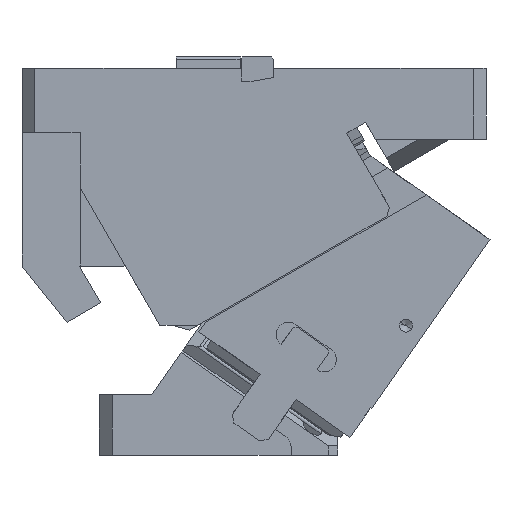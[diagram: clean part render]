
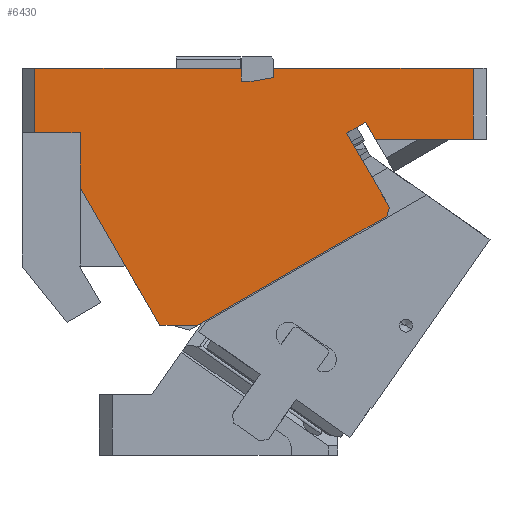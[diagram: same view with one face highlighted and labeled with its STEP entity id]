
A CAD part, front view. The second image highlights one B-rep face of the part: STEP entity #6430.
In plain terms, the highlighted planar face has unit normal (0, -1, 0).
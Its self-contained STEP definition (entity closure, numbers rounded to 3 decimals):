
#77=CARTESIAN_POINT('Vertex',(-150.,-110.,205.)) ;
#80=CARTESIAN_POINT('Line Origine',(-145.752,-110.,205.)) ;
#84=CARTESIAN_POINT('Vertex',(-141.503,-110.,205.)) ;
#127=CARTESIAN_POINT('Vertex',(-125.,-110.,207.91)) ;
#135=CARTESIAN_POINT('Line Origine',(-133.252,-110.,206.455)) ;
#175=CARTESIAN_POINT('Line Origine',(-125.,-110.,211.455)) ;
#179=CARTESIAN_POINT('Vertex',(-125.,-110.,215.)) ;
#251=CARTESIAN_POINT('Line Origine',(-47.5,-110.,215.)) ;
#255=CARTESIAN_POINT('Vertex',(30.,-110.,215.)) ;
#996=CARTESIAN_POINT('Vertex',(-310.,-110.,215.)) ;
#999=CARTESIAN_POINT('Line Origine',(-230.,-110.,215.)) ;
#1003=CARTESIAN_POINT('Vertex',(-150.,-110.,215.)) ;
#1656=CARTESIAN_POINT('Vertex',(-36.898,-110.,100.526)) ;
#1659=CARTESIAN_POINT('Line Origine',(-110.371,-110.,58.106)) ;
#1663=CARTESIAN_POINT('Vertex',(-183.844,-110.,15.687)) ;
#1703=CARTESIAN_POINT('Vertex',(-35.067,-110.,107.356)) ;
#1706=CARTESIAN_POINT('Line Origine',(-35.983,-110.,103.941)) ;
#2158=CARTESIAN_POINT('Vertex',(-68.192,-110.,164.731)) ;
#2161=CARTESIAN_POINT('Line Origine',(-51.63,-110.,136.044)) ;
#2218=CARTESIAN_POINT('Line Origine',(-198.463,-110.,15.687)) ;
#2222=CARTESIAN_POINT('Vertex',(-213.082,-110.,15.687)) ;
#2242=CARTESIAN_POINT('Line Origine',(-244.041,-110.,69.309)) ;
#2246=CARTESIAN_POINT('Vertex',(-275.,-110.,122.932)) ;
#3867=CARTESIAN_POINT('Vertex',(-310.,-110.,165.)) ;
#3870=CARTESIAN_POINT('Line Origine',(-310.,-110.,190.)) ;
#5962=CARTESIAN_POINT('Vertex',(-53.47,-110.,173.231)) ;
#5965=CARTESIAN_POINT('Line Origine',(-60.831,-110.,168.981)) ;
#6076=CARTESIAN_POINT('Vertex',(-45.831,-110.,160.)) ;
#6079=CARTESIAN_POINT('Line Origine',(-49.651,-110.,166.615)) ;
#6174=CARTESIAN_POINT('Line Origine',(-7.916,-110.,160.)) ;
#6178=CARTESIAN_POINT('Vertex',(30.,-110.,160.)) ;
#6242=CARTESIAN_POINT('Line Origine',(30.,-110.,187.5)) ;
#6380=CARTESIAN_POINT('Line Origine',(-150.,-110.,210.)) ;
#6393=CARTESIAN_POINT('Axis2P3D Location',(-86.05,-110.,38.662)) ;
#6398=CARTESIAN_POINT('Line Origine',(-292.5,-110.,165.)) ;
#6402=CARTESIAN_POINT('Vertex',(-275.,-110.,165.)) ;
#6405=CARTESIAN_POINT('Line Origine',(-275.,-110.,143.966)) ;
#81=DIRECTION('Vector Direction',(-1.,0.,0.)) ;
#136=DIRECTION('Vector Direction',(-0.985,0.,-0.174)) ;
#176=DIRECTION('Vector Direction',(0.,0.,-1.)) ;
#252=DIRECTION('Vector Direction',(-1.,0.,0.)) ;
#1000=DIRECTION('Vector Direction',(-1.,0.,0.)) ;
#1660=DIRECTION('Vector Direction',(0.866,0.,0.5)) ;
#1707=DIRECTION('Vector Direction',(0.259,0.,0.966)) ;
#2162=DIRECTION('Vector Direction',(0.5,0.,-0.866)) ;
#2219=DIRECTION('Vector Direction',(-1.,0.,0.)) ;
#2243=DIRECTION('Vector Direction',(-0.5,0.,0.866)) ;
#3871=DIRECTION('Vector Direction',(0.,0.,-1.)) ;
#5966=DIRECTION('Vector Direction',(-0.866,0.,-0.5)) ;
#6080=DIRECTION('Vector Direction',(0.5,0.,-0.866)) ;
#6175=DIRECTION('Vector Direction',(1.,0.,0.)) ;
#6243=DIRECTION('Vector Direction',(0.,0.,1.)) ;
#6381=DIRECTION('Vector Direction',(0.,0.,-1.)) ;
#6394=DIRECTION('Axis2P3D Direction',(0.,1.,0.)) ;
#6395=DIRECTION('Axis2P3D XDirection',(0.866,0.,0.5)) ;
#6399=DIRECTION('Vector Direction',(-1.,0.,0.)) ;
#6406=DIRECTION('Vector Direction',(0.,0.,1.)) ;
#6396=AXIS2_PLACEMENT_3D('Plane Axis2P3D',#6393,#6394,#6395) ;
#6411=ORIENTED_EDGE('',*,*,#1665,.T.) ;
#6412=ORIENTED_EDGE('',*,*,#1710,.T.) ;
#6413=ORIENTED_EDGE('',*,*,#2165,.F.) ;
#6414=ORIENTED_EDGE('',*,*,#5969,.F.) ;
#6415=ORIENTED_EDGE('',*,*,#6083,.T.) ;
#6416=ORIENTED_EDGE('',*,*,#6180,.T.) ;
#6417=ORIENTED_EDGE('',*,*,#6246,.T.) ;
#6418=ORIENTED_EDGE('',*,*,#257,.T.) ;
#6419=ORIENTED_EDGE('',*,*,#181,.T.) ;
#6420=ORIENTED_EDGE('',*,*,#139,.T.) ;
#6421=ORIENTED_EDGE('',*,*,#86,.T.) ;
#6422=ORIENTED_EDGE('',*,*,#6384,.F.) ;
#6423=ORIENTED_EDGE('',*,*,#1005,.T.) ;
#6424=ORIENTED_EDGE('',*,*,#3874,.T.) ;
#6425=ORIENTED_EDGE('',*,*,#6404,.F.) ;
#6426=ORIENTED_EDGE('',*,*,#6409,.F.) ;
#6427=ORIENTED_EDGE('',*,*,#2248,.F.) ;
#6428=ORIENTED_EDGE('',*,*,#2224,.F.) ;
#82=VECTOR('Line Direction',#81,1.) ;
#137=VECTOR('Line Direction',#136,1.) ;
#177=VECTOR('Line Direction',#176,1.) ;
#253=VECTOR('Line Direction',#252,1.) ;
#1001=VECTOR('Line Direction',#1000,1.) ;
#1661=VECTOR('Line Direction',#1660,1.) ;
#1708=VECTOR('Line Direction',#1707,1.) ;
#2163=VECTOR('Line Direction',#2162,1.) ;
#2220=VECTOR('Line Direction',#2219,1.) ;
#2244=VECTOR('Line Direction',#2243,1.) ;
#3872=VECTOR('Line Direction',#3871,1.) ;
#5967=VECTOR('Line Direction',#5966,1.) ;
#6081=VECTOR('Line Direction',#6080,1.) ;
#6176=VECTOR('Line Direction',#6175,1.) ;
#6244=VECTOR('Line Direction',#6243,1.) ;
#6382=VECTOR('Line Direction',#6381,1.) ;
#6400=VECTOR('Line Direction',#6399,1.) ;
#6407=VECTOR('Line Direction',#6406,1.) ;
#6430=ADVANCED_FACE('CAM HOLDER',(#6429),#6397,.F.) ;
#86=EDGE_CURVE('',#85,#78,#83,.T.) ;
#139=EDGE_CURVE('',#128,#85,#138,.T.) ;
#181=EDGE_CURVE('',#180,#128,#178,.T.) ;
#257=EDGE_CURVE('',#256,#180,#254,.T.) ;
#1005=EDGE_CURVE('',#1004,#997,#1002,.T.) ;
#1665=EDGE_CURVE('',#1664,#1657,#1662,.T.) ;
#1710=EDGE_CURVE('',#1657,#1704,#1709,.T.) ;
#2165=EDGE_CURVE('',#2159,#1704,#2164,.T.) ;
#2224=EDGE_CURVE('',#1664,#2223,#2221,.T.) ;
#2248=EDGE_CURVE('',#2223,#2247,#2245,.T.) ;
#3874=EDGE_CURVE('',#997,#3868,#3873,.T.) ;
#5969=EDGE_CURVE('',#5963,#2159,#5968,.T.) ;
#6083=EDGE_CURVE('',#5963,#6077,#6082,.T.) ;
#6180=EDGE_CURVE('',#6077,#6179,#6177,.T.) ;
#6246=EDGE_CURVE('',#6179,#256,#6245,.T.) ;
#6384=EDGE_CURVE('',#1004,#78,#6383,.T.) ;
#6404=EDGE_CURVE('',#6403,#3868,#6401,.T.) ;
#6409=EDGE_CURVE('',#2247,#6403,#6408,.T.) ;
#6410=EDGE_LOOP('',(#6411,#6412,#6413,#6414,#6415,#6416,#6417,#6418,#6419,#6420,#6421,#6422,#6423,#6424,#6425,#6426,#6427,#6428)) ;
#6429=FACE_OUTER_BOUND('',#6410,.T.) ;
#83=LINE('Line',#80,#82) ;
#138=LINE('Line',#135,#137) ;
#178=LINE('Line',#175,#177) ;
#254=LINE('Line',#251,#253) ;
#1002=LINE('Line',#999,#1001) ;
#1662=LINE('Line',#1659,#1661) ;
#1709=LINE('Line',#1706,#1708) ;
#2164=LINE('Line',#2161,#2163) ;
#2221=LINE('Line',#2218,#2220) ;
#2245=LINE('Line',#2242,#2244) ;
#3873=LINE('Line',#3870,#3872) ;
#5968=LINE('Line',#5965,#5967) ;
#6082=LINE('Line',#6079,#6081) ;
#6177=LINE('Line',#6174,#6176) ;
#6245=LINE('Line',#6242,#6244) ;
#6383=LINE('Line',#6380,#6382) ;
#6401=LINE('Line',#6398,#6400) ;
#6408=LINE('Line',#6405,#6407) ;
#6397=PLANE('Plane',#6396) ;
#78=VERTEX_POINT('',#77) ;
#85=VERTEX_POINT('',#84) ;
#128=VERTEX_POINT('',#127) ;
#180=VERTEX_POINT('',#179) ;
#256=VERTEX_POINT('',#255) ;
#997=VERTEX_POINT('',#996) ;
#1004=VERTEX_POINT('',#1003) ;
#1657=VERTEX_POINT('',#1656) ;
#1664=VERTEX_POINT('',#1663) ;
#1704=VERTEX_POINT('',#1703) ;
#2159=VERTEX_POINT('',#2158) ;
#2223=VERTEX_POINT('',#2222) ;
#2247=VERTEX_POINT('',#2246) ;
#3868=VERTEX_POINT('',#3867) ;
#5963=VERTEX_POINT('',#5962) ;
#6077=VERTEX_POINT('',#6076) ;
#6179=VERTEX_POINT('',#6178) ;
#6403=VERTEX_POINT('',#6402) ;
